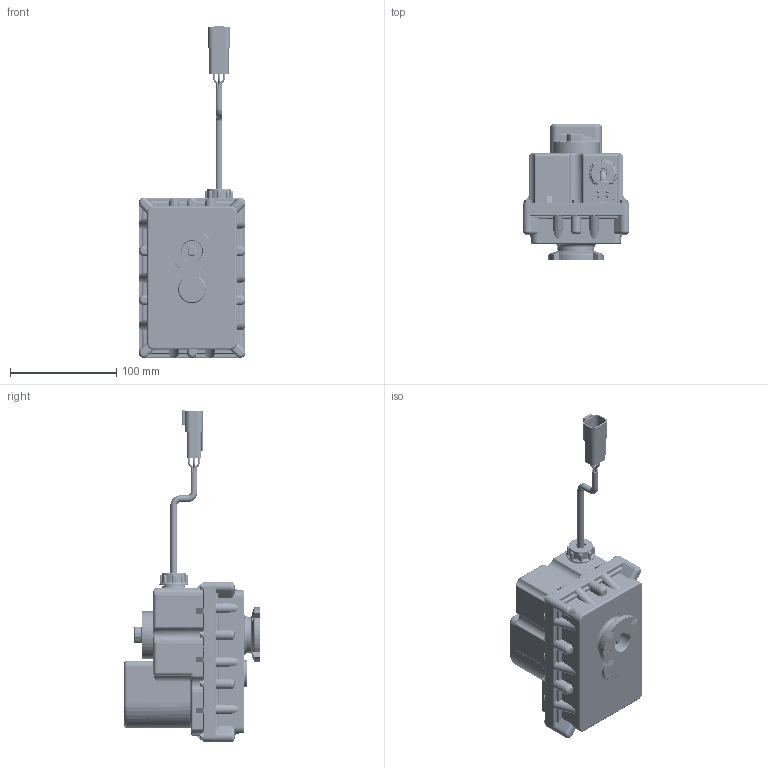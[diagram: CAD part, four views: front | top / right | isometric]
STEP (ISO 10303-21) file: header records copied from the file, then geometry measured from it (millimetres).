
FILE_DESCRIPTION(/* description */ ('EV ACTUATOR, 0.75S, 4W, OPEN VERIFY, 1R2B3W4G'),/* implementation_level */ '2;1');
FILE_NAME(/* name */ 'EV330014.stp',/* time_stamp */ '2023-05-19T12:11:06-04:00',/* author */ ('bgilbert'),/* organization */ (''),/* preprocessor_version */ 'ST-DEVELOPER v18.1',/* originating_system */ 'Autodesk Inventor 2022',/* authorisation */ '');
FILE_SCHEMA (('AUTOMOTIVE_DESIGN { 1 0 10303 214 3 1 1 }'));
Products named in the file (36): EV330014; MEV10101B; MEV10102B; MEV10102BX; VEL1004; VEL1005; VE498414B; VE4984X; VE4984X_1; VE10814B; VE108X; Relay; ANSI B18.6.3 - No. 8 - 32 - 3/4; ASME B18.21.2M - 5; Spacer_025; Spacer_Plastic_025; WIRE_4; Wire_Tie; switch_CB; CAM; VE10102; VE10103; VE15220; MVE105; VE107B; VE107B_1; F10E; VE109E; A162; VE10104; MVE008; A161; VE016; VE017; VE018; VEL1022
Assembly tree (60 placements, depth 4):
  EV330014
    MEV10101B
    MEV10102B
      MEV10102BX
      VEL1004
      VEL1005
    VE498414B
      VE4984X
        VE4984X_1
        CAM  x2
      VE10814B
        VE108X
        switch_CB  x3
        Relay
        ANSI B18.6.3 - No. 8 - 32 - 3/4  x3
        ASME B18.21.2M - 5  x3
        Spacer_025  x3
        Spacer_Plastic_025
        WIRE_4
        Wire_Tie
      CAM  x3
      VE10102  x2
      VE10103
    VE15220  x10
    MVE105
    VE107B
      VE107B_1
    F10E
    VE109E
    A162
    VE10104
    MVE008
    A161
    VE016
    VE017
    VE018  x4
    VEL1022
Bounding box: 100.33 x 128.4 x 312.29 mm (x, y, z)
Volume: 592253.3 mm3; surface area: 268289.8 mm2
Topology: 55 solids, 55 shells, 6111 faces, 15971 edges, 10278 vertices
Faces by surface type: plane 2791, cylinder 1317, bspline 899, torus 596, cone 423, sphere 85
Full cylindrical faces by diameter (mm): 0.5 x4, 0.762 x4, 1.016 x3, 1.194 x6, 1.321 x8, 1.397 x2, 1.549 x8, 2.007 x8, 2.032 x16, 2.134 x42, 2.388 x14, 2.565 x8, 2.616 x20, 2.794 x10, 2.896 x6, 3.048 x6, 3.175 x1, 3.302 x4, 3.45 x2, 3.505 x120, 3.81 x13, 4.064 x10, 4.166 x3, 4.312 x2, 4.318 x3, 4.47 x6, 6.35 x8, 8.026 x4, 8.179 x3, 8.331 x10
Entity records: 171356 total; most frequent: CARTESIAN_POINT 44639, ORIENTED_EDGE 27186, DIRECTION 23776, EDGE_CURVE 13593, VERTEX_POINT 8816, LINE 8084, VECTOR 8084, AXIS2_PLACEMENT_3D 7846
